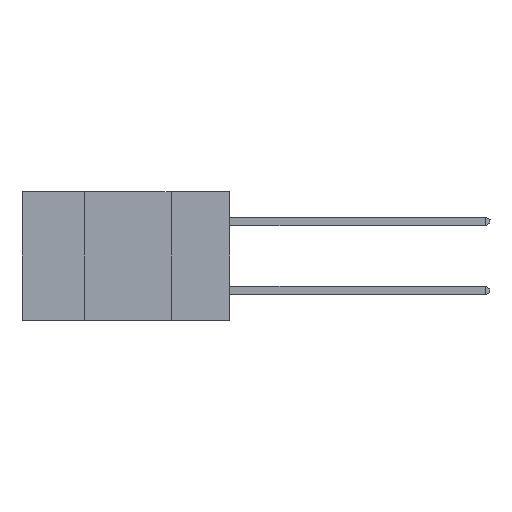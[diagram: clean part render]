
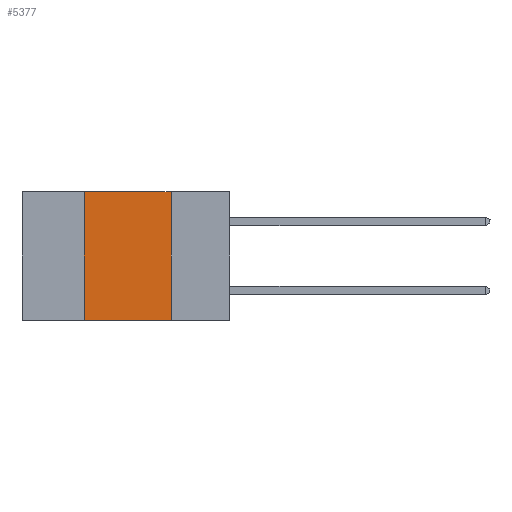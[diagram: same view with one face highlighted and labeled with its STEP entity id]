
A CAD part, left-side view. The second image highlights one B-rep face of the part: STEP entity #5377.
In plain terms, the highlighted planar face has unit normal (-1, 0, 0).
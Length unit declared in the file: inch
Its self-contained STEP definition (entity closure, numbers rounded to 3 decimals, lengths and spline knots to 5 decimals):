
#893 = CARTESIAN_POINT ( 'NONE',  ( 0., 0.17, 0. ) ) ;
#1578 = VECTOR ( 'NONE', #16568, 39.37008 ) ;
#1586 = EDGE_CURVE ( 'NONE', #14375, #7700, #9918, .T. ) ;
#1801 = LINE ( 'NONE', #3818, #1578 ) ;
#3044 = CARTESIAN_POINT ( 'NONE',  ( 0., 0.42, 0. ) ) ;
#3818 = CARTESIAN_POINT ( 'NONE',  ( 0., 0.6, -0.37 ) ) ;
#4046 = LINE ( 'NONE', #3044, #7541 ) ;
#5377 = ADVANCED_FACE ( 'NONE', ( #5564 ), #12073, .F. ) ;
#5564 = FACE_OUTER_BOUND ( 'NONE', #8794, .T. ) ;
#5755 = ORIENTED_EDGE ( 'NONE', *, *, #1586, .F. ) ;
#5837 = CARTESIAN_POINT ( 'NONE',  ( 0., 0.6, 0. ) ) ;
#5851 = CARTESIAN_POINT ( 'NONE',  ( 0., 0.17, 0. ) ) ;
#7541 = VECTOR ( 'NONE', #8738, 39.37008 ) ;
#7700 = VERTEX_POINT ( 'NONE', #5851 ) ;
#7705 = VECTOR ( 'NONE', #15678, 39.37008 ) ;
#7862 = DIRECTION ( 'NONE',  ( 0., 0., -1. ) ) ;
#8344 = VERTEX_POINT ( 'NONE', #13284 ) ;
#8738 = DIRECTION ( 'NONE',  ( 0., 0., 1. ) ) ;
#8794 = EDGE_LOOP ( 'NONE', ( #12253, #5755, #17591, #17794 ) ) ;
#9325 = DIRECTION ( 'NONE',  ( 1., 0., 0. ) ) ;
#9489 = VERTEX_POINT ( 'NONE', #18064 ) ;
#9918 = LINE ( 'NONE', #5837, #7705 ) ;
#12073 = PLANE ( 'NONE',  #13696 ) ;
#12253 = ORIENTED_EDGE ( 'NONE', *, *, #14879, .F. ) ;
#13284 = CARTESIAN_POINT ( 'NONE',  ( 0., 0.42, -0.37 ) ) ;
#13500 = EDGE_CURVE ( 'NONE', #8344, #14375, #4046, .T. ) ;
#13620 = CARTESIAN_POINT ( 'NONE',  ( 0., 0.6, 0. ) ) ;
#13696 = AXIS2_PLACEMENT_3D ( 'NONE', #13620, #9325, #16421 ) ;
#14375 = VERTEX_POINT ( 'NONE', #16561 ) ;
#14879 = EDGE_CURVE ( 'NONE', #7700, #9489, #16113, .T. ) ;
#15678 = DIRECTION ( 'NONE',  ( 0., -1., 0. ) ) ;
#15876 = EDGE_CURVE ( 'NONE', #8344, #9489, #1801, .T. ) ;
#16113 = LINE ( 'NONE', #893, #17459 ) ;
#16421 = DIRECTION ( 'NONE',  ( 0., 0., -1. ) ) ;
#16561 = CARTESIAN_POINT ( 'NONE',  ( 0., 0.42, 0. ) ) ;
#16568 = DIRECTION ( 'NONE',  ( 0., -1., 0. ) ) ;
#17459 = VECTOR ( 'NONE', #7862, 39.37008 ) ;
#17591 = ORIENTED_EDGE ( 'NONE', *, *, #13500, .F. ) ;
#17794 = ORIENTED_EDGE ( 'NONE', *, *, #15876, .T. ) ;
#18064 = CARTESIAN_POINT ( 'NONE',  ( 0., 0.17, -0.37 ) ) ;
